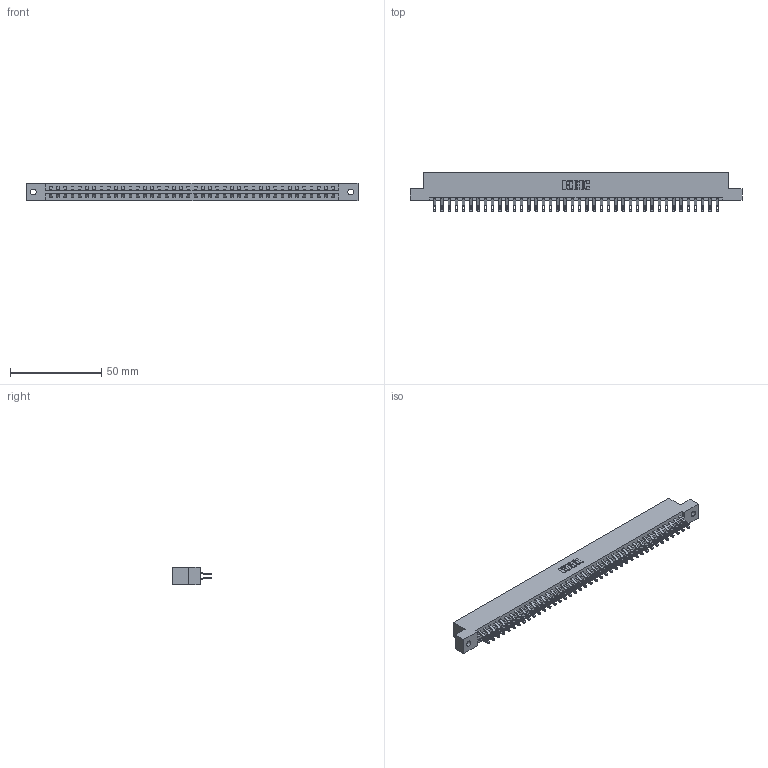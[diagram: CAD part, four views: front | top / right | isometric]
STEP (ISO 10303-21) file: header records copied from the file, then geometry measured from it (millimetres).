
FILE_DESCRIPTION (( 'STEP AP203' ), '1' );
FILE_NAME ('337-080-555-202.STEP', '2019-10-10T12:23:37', ( '' ), ( '' ), 'SwSTEP 2.0', 'SolidWorks 2016', '' );
FILE_SCHEMA (( 'CONFIG_CONTROL_DESIGN' ));
Length unit declared in the file: inch
Products named in the file (3): 337 Part_Flush Mounting Lugs - 0.128 Dia; 337-080-555-202; 345-292-001_555 Tail
Assembly tree (81 placements, depth 2):
  337-080-555-202
    337 Part_Flush Mounting Lugs - 0.128 Dia
    345-292-001_555 Tail  x80
Bounding box: 181.51 x 21.47 x 9.4 mm (x, y, z)
Volume: 19297.5 mm3; surface area: 22398.2 mm2
Topology: 81 solids, 81 shells, 4914 faces, 15431 edges, 10286 vertices
Faces by surface type: plane 2950, cylinder 1964
Entity records: 31601 total; most frequent: CARTESIAN_POINT 5360, ORIENTED_EDGE 5266, DIRECTION 4533, EDGE_CURVE 2633, VECTOR 2485, LINE 2485, VERTEX_POINT 1754, AXIS2_PLACEMENT_3D 1024
